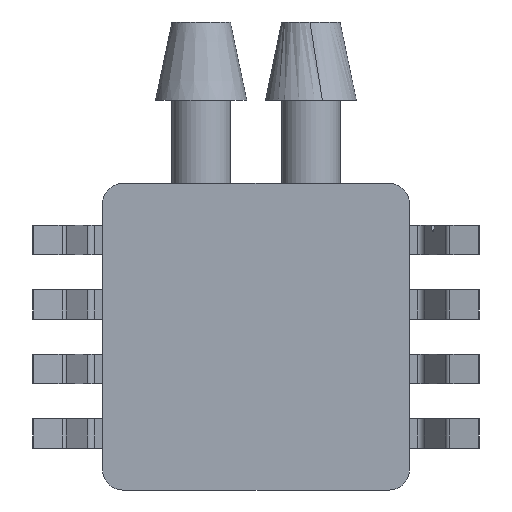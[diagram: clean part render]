
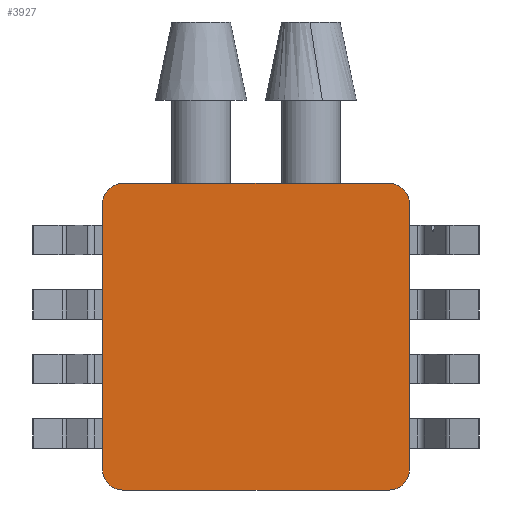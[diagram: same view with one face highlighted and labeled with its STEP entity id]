
A CAD part, front view. The second image highlights one B-rep face of the part: STEP entity #3927.
In plain terms, the highlighted planar face has unit normal (0, -1, 0).
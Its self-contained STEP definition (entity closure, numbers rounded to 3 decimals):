
#127 = CARTESIAN_POINT ( 'NONE',  ( -6.035, 0., 5.235 ) ) ;
#197 = AXIS2_PLACEMENT_3D ( 'NONE', #5702, #6973, #3325 ) ;
#208 = EDGE_CURVE ( 'NONE', #4028, #3752, #6850, .T. ) ;
#225 = DIRECTION ( 'NONE',  ( 0., 1., 0. ) ) ;
#337 = DIRECTION ( 'NONE',  ( 0., 0., -1. ) ) ;
#353 = CIRCLE ( 'NONE', #5016, 0.8 ) ;
#470 = CARTESIAN_POINT ( 'NONE',  ( 5.235, 0., 6.035 ) ) ;
#471 = EDGE_CURVE ( 'NONE', #7800, #2468, #5035, .T. ) ;
#817 = EDGE_CURVE ( 'NONE', #2468, #1405, #353, .T. ) ;
#823 = CIRCLE ( 'NONE', #4989, 0.8 ) ;
#853 = CARTESIAN_POINT ( 'NONE',  ( 6.035, 0., 5.235 ) ) ;
#1085 = LINE ( 'NONE', #1513, #7338 ) ;
#1174 = EDGE_CURVE ( 'NONE', #2452, #7800, #823, .T. ) ;
#1405 = VERTEX_POINT ( 'NONE', #3384 ) ;
#1513 = CARTESIAN_POINT ( 'NONE',  ( -6.035, 0., -5.235 ) ) ;
#1520 = ORIENTED_EDGE ( 'NONE', *, *, #208, .F. ) ;
#1897 = CIRCLE ( 'NONE', #6764, 0.8 ) ;
#2043 = DIRECTION ( 'NONE',  ( 0., 0., 1. ) ) ;
#2097 = VECTOR ( 'NONE', #337, 1000. ) ;
#2102 = VECTOR ( 'NONE', #3569, 1000. ) ;
#2197 = DIRECTION ( 'NONE',  ( 0., 1., 0. ) ) ;
#2411 = DIRECTION ( 'NONE',  ( 0., -1., 0. ) ) ;
#2431 = ORIENTED_EDGE ( 'NONE', *, *, #1174, .F. ) ;
#2452 = VERTEX_POINT ( 'NONE', #470 ) ;
#2468 = VERTEX_POINT ( 'NONE', #5934 ) ;
#2537 = ORIENTED_EDGE ( 'NONE', *, *, #7541, .F. ) ;
#2718 = CARTESIAN_POINT ( 'NONE',  ( 6.035, 0., -5.235 ) ) ;
#2843 = CARTESIAN_POINT ( 'NONE',  ( -5.235, 0., -5.235 ) ) ;
#2960 = LINE ( 'NONE', #7854, #7313 ) ;
#3001 = CARTESIAN_POINT ( 'NONE',  ( 5.235, 0., -5.235 ) ) ;
#3016 = DIRECTION ( 'NONE',  ( 0., 1., 0. ) ) ;
#3325 = DIRECTION ( 'NONE',  ( 0., 0., 1. ) ) ;
#3384 = CARTESIAN_POINT ( 'NONE',  ( 5.235, 0., -6.035 ) ) ;
#3569 = DIRECTION ( 'NONE',  ( 1., 0., 0. ) ) ;
#3624 = VERTEX_POINT ( 'NONE', #5198 ) ;
#3667 = EDGE_CURVE ( 'NONE', #7737, #4028, #1085, .T. ) ;
#3752 = VERTEX_POINT ( 'NONE', #7171 ) ;
#3865 = EDGE_LOOP ( 'NONE', ( #6491, #5779, #2431, #6703, #1520, #5991, #2537, #6819 ) ) ;
#3927 = ADVANCED_FACE ( 'NONE', ( #4217 ), #6479, .T. ) ;
#3980 = DIRECTION ( 'NONE',  ( 0., 0., 1. ) ) ;
#4028 = VERTEX_POINT ( 'NONE', #127 ) ;
#4217 = FACE_OUTER_BOUND ( 'NONE', #3865, .T. ) ;
#4421 = DIRECTION ( 'NONE',  ( -1., 0., 0. ) ) ;
#4971 = CARTESIAN_POINT ( 'NONE',  ( 5.235, 0., 5.235 ) ) ;
#4989 = AXIS2_PLACEMENT_3D ( 'NONE', #4971, #225, #2043 ) ;
#5016 = AXIS2_PLACEMENT_3D ( 'NONE', #6701, #3016, #7827 ) ;
#5035 = LINE ( 'NONE', #2718, #2097 ) ;
#5198 = CARTESIAN_POINT ( 'NONE',  ( -5.235, 0., -6.035 ) ) ;
#5473 = CARTESIAN_POINT ( 'NONE',  ( -5.235, 0., 6.035 ) ) ;
#5702 = CARTESIAN_POINT ( 'NONE',  ( -5.235, 0., 5.235 ) ) ;
#5750 = EDGE_CURVE ( 'NONE', #3752, #2452, #7517, .T. ) ;
#5779 = ORIENTED_EDGE ( 'NONE', *, *, #471, .F. ) ;
#5934 = CARTESIAN_POINT ( 'NONE',  ( 6.035, 0., -5.235 ) ) ;
#5991 = ORIENTED_EDGE ( 'NONE', *, *, #3667, .F. ) ;
#6328 = DIRECTION ( 'NONE',  ( 0., 0., 1. ) ) ;
#6395 = AXIS2_PLACEMENT_3D ( 'NONE', #3001, #2411, #6678 ) ;
#6479 = PLANE ( 'NONE',  #6395 ) ;
#6491 = ORIENTED_EDGE ( 'NONE', *, *, #817, .F. ) ;
#6678 = DIRECTION ( 'NONE',  ( 0., 0., -1. ) ) ;
#6701 = CARTESIAN_POINT ( 'NONE',  ( 5.235, 0., -5.235 ) ) ;
#6703 = ORIENTED_EDGE ( 'NONE', *, *, #5750, .F. ) ;
#6764 = AXIS2_PLACEMENT_3D ( 'NONE', #2843, #2197, #3980 ) ;
#6819 = ORIENTED_EDGE ( 'NONE', *, *, #6882, .F. ) ;
#6850 = CIRCLE ( 'NONE', #197, 0.8 ) ;
#6882 = EDGE_CURVE ( 'NONE', #1405, #3624, #2960, .T. ) ;
#6926 = CARTESIAN_POINT ( 'NONE',  ( -6.035, 0., -5.235 ) ) ;
#6973 = DIRECTION ( 'NONE',  ( 0., 1., 0. ) ) ;
#7171 = CARTESIAN_POINT ( 'NONE',  ( -5.235, 0., 6.035 ) ) ;
#7313 = VECTOR ( 'NONE', #4421, 1000. ) ;
#7338 = VECTOR ( 'NONE', #6328, 1000. ) ;
#7517 = LINE ( 'NONE', #5473, #2102 ) ;
#7541 = EDGE_CURVE ( 'NONE', #3624, #7737, #1897, .T. ) ;
#7737 = VERTEX_POINT ( 'NONE', #6926 ) ;
#7800 = VERTEX_POINT ( 'NONE', #853 ) ;
#7827 = DIRECTION ( 'NONE',  ( 0., 0., -1. ) ) ;
#7854 = CARTESIAN_POINT ( 'NONE',  ( -5.235, 0., -6.035 ) ) ;
